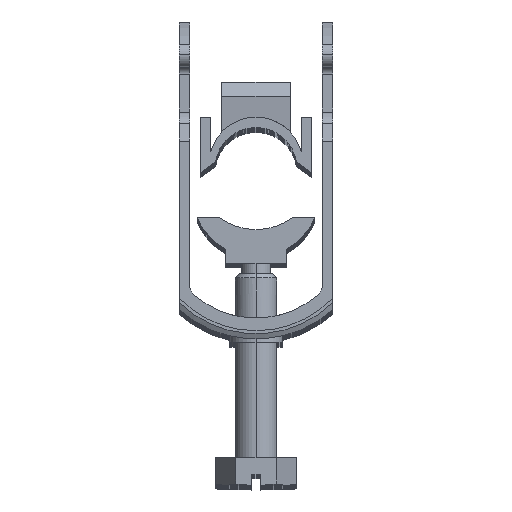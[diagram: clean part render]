
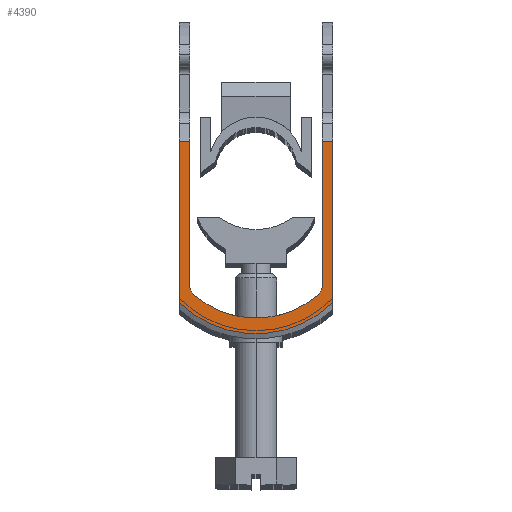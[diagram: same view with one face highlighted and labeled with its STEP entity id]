
A CAD part, top view. The second image highlights one B-rep face of the part: STEP entity #4390.
In plain terms, the highlighted planar face has unit normal (0, 0, 1).
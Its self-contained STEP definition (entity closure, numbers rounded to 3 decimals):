
#51 = EDGE_CURVE ( 'NONE', #894, #645, #988, .T. ) ;
#64 = DIRECTION ( 'NONE',  ( 1., 0., 0. ) ) ;
#81 = DIRECTION ( 'NONE',  ( 0., 0., 1. ) ) ;
#118 = CARTESIAN_POINT ( 'NONE',  ( 7.75, 8.168, 12. ) ) ;
#190 = VECTOR ( 'NONE', #284, 1000. ) ;
#225 = CARTESIAN_POINT ( 'NONE',  ( 11., 28.9, 12. ) ) ;
#284 = DIRECTION ( 'NONE',  ( 0., -1., 0. ) ) ;
#382 = AXIS2_PLACEMENT_3D ( 'NONE', #2964, #732, #1093 ) ;
#535 = ORIENTED_EDGE ( 'NONE', *, *, #4096, .F. ) ;
#552 = DIRECTION ( 'NONE',  ( 0., 0., -1. ) ) ;
#624 = EDGE_CURVE ( 'NONE', #4679, #3202, #4394, .T. ) ;
#645 = VERTEX_POINT ( 'NONE', #3646 ) ;
#732 = DIRECTION ( 'NONE',  ( 0., 0., -1. ) ) ;
#739 = AXIS2_PLACEMENT_3D ( 'NONE', #1331, #3550, #3906 ) ;
#769 = CARTESIAN_POINT ( 'NONE',  ( -9.5, 28.9, 12. ) ) ;
#796 = CARTESIAN_POINT ( 'NONE',  ( 9.5, 8.168, 12. ) ) ;
#894 = VERTEX_POINT ( 'NONE', #1942 ) ;
#899 = LINE ( 'NONE', #1418, #2765 ) ;
#913 = LINE ( 'NONE', #1208, #2130 ) ;
#988 = CIRCLE ( 'NONE', #4423, 1.75 ) ;
#1093 = DIRECTION ( 'NONE',  ( -1., 0., 0. ) ) ;
#1172 = VERTEX_POINT ( 'NONE', #3736 ) ;
#1200 = LINE ( 'NONE', #2909, #4435 ) ;
#1206 = VECTOR ( 'NONE', #2693, 1000. ) ;
#1208 = CARTESIAN_POINT ( 'NONE',  ( -9.5, 46., 12. ) ) ;
#1220 = VECTOR ( 'NONE', #2544, 1000. ) ;
#1221 = CARTESIAN_POINT ( 'NONE',  ( -11., 28.9, 12. ) ) ;
#1331 = CARTESIAN_POINT ( 'NONE',  ( 0., 17., 12. ) ) ;
#1418 = CARTESIAN_POINT ( 'NONE',  ( 11., 28.9, 12. ) ) ;
#1507 = ORIENTED_EDGE ( 'NONE', *, *, #3123, .F. ) ;
#1658 = PLANE ( 'NONE',  #2148 ) ;
#1762 = CARTESIAN_POINT ( 'NONE',  ( 11., 28.9, 12. ) ) ;
#1773 = ORIENTED_EDGE ( 'NONE', *, *, #3639, .T. ) ;
#1805 = DIRECTION ( 'NONE',  ( 1., 0., 0. ) ) ;
#1827 = EDGE_CURVE ( 'NONE', #4072, #894, #3702, .T. ) ;
#1911 = VERTEX_POINT ( 'NONE', #2483 ) ;
#1942 = CARTESIAN_POINT ( 'NONE',  ( 8.904, 6.853, 12. ) ) ;
#2130 = VECTOR ( 'NONE', #2324, 1000. ) ;
#2148 = AXIS2_PLACEMENT_3D ( 'NONE', #2408, #552, #3137 ) ;
#2182 = CIRCLE ( 'NONE', #2706, 1.75 ) ;
#2185 = CARTESIAN_POINT ( 'NONE',  ( -7.75, 8.168, 12. ) ) ;
#2196 = CARTESIAN_POINT ( 'NONE',  ( -11., 28.9, 12. ) ) ;
#2266 = VERTEX_POINT ( 'NONE', #3455 ) ;
#2324 = DIRECTION ( 'NONE',  ( 0., -1., 0. ) ) ;
#2408 = CARTESIAN_POINT ( 'NONE',  ( 11., 28.9, 12. ) ) ;
#2483 = CARTESIAN_POINT ( 'NONE',  ( -11., 5.731, 12. ) ) ;
#2530 = DIRECTION ( 'NONE',  ( 0., -1., 0. ) ) ;
#2544 = DIRECTION ( 'NONE',  ( -1., 0., 0. ) ) ;
#2554 = ORIENTED_EDGE ( 'NONE', *, *, #624, .T. ) ;
#2583 = FACE_OUTER_BOUND ( 'NONE', #4812, .T. ) ;
#2693 = DIRECTION ( 'NONE',  ( 0., 1., 0. ) ) ;
#2706 = AXIS2_PLACEMENT_3D ( 'NONE', #2185, #4748, #1805 ) ;
#2750 = EDGE_CURVE ( 'NONE', #4679, #4648, #913, .T. ) ;
#2765 = VECTOR ( 'NONE', #2530, 1000. ) ;
#2890 = LINE ( 'NONE', #796, #1206 ) ;
#2909 = CARTESIAN_POINT ( 'NONE',  ( 11., 28.9, 12. ) ) ;
#2964 = CARTESIAN_POINT ( 'NONE',  ( 0., 17., 12. ) ) ;
#3123 = EDGE_CURVE ( 'NONE', #645, #2266, #2890, .T. ) ;
#3137 = DIRECTION ( 'NONE',  ( -1., 0., 0. ) ) ;
#3202 = VERTEX_POINT ( 'NONE', #1221 ) ;
#3206 = ORIENTED_EDGE ( 'NONE', *, *, #4139, .T. ) ;
#3455 = CARTESIAN_POINT ( 'NONE',  ( 9.5, 28.9, 12. ) ) ;
#3497 = VERTEX_POINT ( 'NONE', #225 ) ;
#3550 = DIRECTION ( 'NONE',  ( 0., 0., 1. ) ) ;
#3639 = EDGE_CURVE ( 'NONE', #3497, #2266, #1200, .T. ) ;
#3646 = CARTESIAN_POINT ( 'NONE',  ( 9.5, 8.168, 12. ) ) ;
#3658 = CARTESIAN_POINT ( 'NONE',  ( -8.904, 6.853, 12. ) ) ;
#3670 = CARTESIAN_POINT ( 'NONE',  ( -9.5, 8.168, 12. ) ) ;
#3702 = CIRCLE ( 'NONE', #739, 13.5 ) ;
#3736 = CARTESIAN_POINT ( 'NONE',  ( 11., 5.731, 12. ) ) ;
#3849 = CIRCLE ( 'NONE', #382, 15.748 ) ;
#3906 = DIRECTION ( 'NONE',  ( 1., 0., 0. ) ) ;
#4005 = ORIENTED_EDGE ( 'NONE', *, *, #51, .F. ) ;
#4064 = ORIENTED_EDGE ( 'NONE', *, *, #2750, .F. ) ;
#4072 = VERTEX_POINT ( 'NONE', #3658 ) ;
#4096 = EDGE_CURVE ( 'NONE', #4648, #4072, #2182, .T. ) ;
#4139 = EDGE_CURVE ( 'NONE', #3202, #1911, #4720, .T. ) ;
#4186 = ORIENTED_EDGE ( 'NONE', *, *, #4586, .F. ) ;
#4390 = ADVANCED_FACE ( 'PLANAR_11', ( #2583 ), #1658, .F. ) ;
#4394 = LINE ( 'NONE', #1762, #1220 ) ;
#4423 = AXIS2_PLACEMENT_3D ( 'NONE', #118, #81, #64 ) ;
#4435 = VECTOR ( 'NONE', #4783, 1000. ) ;
#4586 = EDGE_CURVE ( 'NONE', #3497, #1172, #899, .T. ) ;
#4598 = EDGE_CURVE ( 'NONE', #1172, #1911, #3849, .T. ) ;
#4648 = VERTEX_POINT ( 'NONE', #3670 ) ;
#4679 = VERTEX_POINT ( 'NONE', #769 ) ;
#4720 = LINE ( 'NONE', #2196, #190 ) ;
#4743 = ORIENTED_EDGE ( 'NONE', *, *, #1827, .F. ) ;
#4748 = DIRECTION ( 'NONE',  ( 0., 0., 1. ) ) ;
#4783 = DIRECTION ( 'NONE',  ( -1., 0., 0. ) ) ;
#4795 = ORIENTED_EDGE ( 'NONE', *, *, #4598, .F. ) ;
#4812 = EDGE_LOOP ( 'NONE', ( #1773, #1507, #4005, #4743, #535, #4064, #2554, #3206, #4795, #4186 ) ) ;
